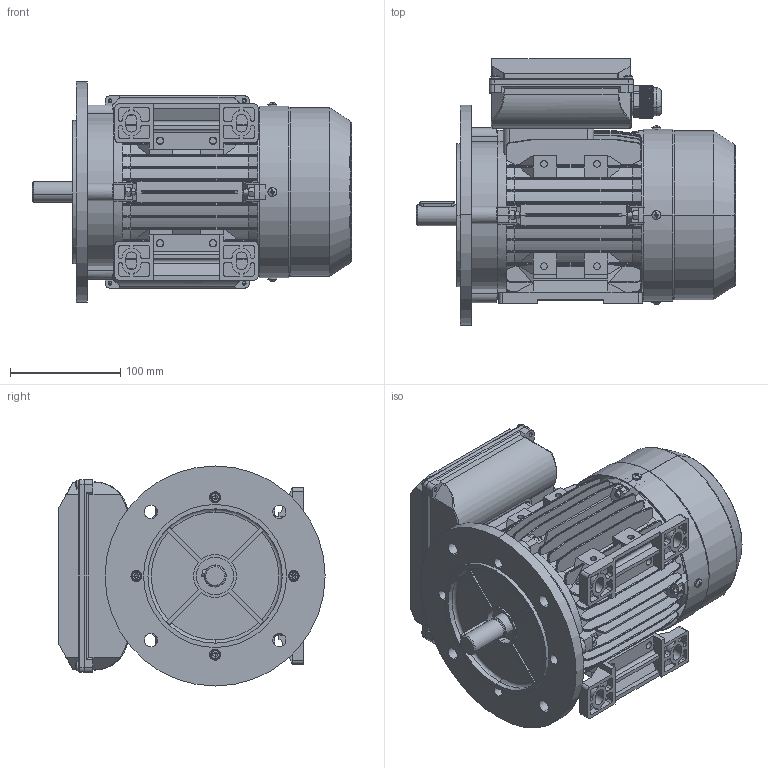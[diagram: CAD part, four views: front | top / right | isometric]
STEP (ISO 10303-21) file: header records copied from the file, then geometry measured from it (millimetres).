
FILE_DESCRIPTION (( 'STEP AP203' ), '1' );
FILE_NAME ('ML80 B35.STEP', '2015-01-12T05:17:17', ( 'USER' ), ( 'MS' ), 'SwSTEP 2.0', 'SolidWorks 2008', '' );
FILE_SCHEMA (( 'CONFIG_CONTROL_DESIGN' ));
Length unit declared in the file: millimetre
Products named in the file (14): 80后盖_默认; Hexagon nuts grade C GB_GB_FASTENER_NUT_SNC1 M5-N; 80-100出线螺套_默认; Cross recessed thread forming screws GB_GB_CROSS_SCREWS_TYPE138 M4X10-N; ML80 B35; 80机壳_默认; 80转轴_默认; 风叶_默认; 80风罩_默认; 底脚_默认; Hexagon socket head cap screws GB_GB_FASTENER_SCREWS_HSHCS M5X30-N; ML80-ML90接线盒座(铝)_默认; ML80-ML90接线盒盖(铝)_默认; 80 B5前盖_默认
Assembly tree (35 placements, depth 2):
  ML80 B35
    Cross recessed thread forming screws GB_GB_CROSS_SCREWS_TYPE138 M4X10-N  x8
    Hexagon nuts grade C GB_GB_FASTENER_NUT_SNC1 M5-N  x8
    80风罩_默认
    Hexagon socket head cap screws GB_GB_FASTENER_SCREWS_HSHCS M5X30-N  x8
    ML80-ML90接线盒座(铝)_默认
    80后盖_默认
    底脚_默认  x2
    80 B5前盖_默认
    风叶_默认
    80机壳_默认
    80-100出线螺套_默认
    80转轴_默认
    ML80-ML90接线盒盖(铝)_默认
Bounding box: 290 x 242 x 200 mm (x, y, z)
Volume: 1250993 mm3; surface area: 742393 mm2
Topology: 35 solids, 35 shells, 3622 faces, 9312 edges, 5810 vertices
Faces by surface type: plane 2045, cylinder 1046, cone 190, sphere 124, bspline 120, torus 97
Entity records: 99730 total; most frequent: CARTESIAN_POINT 24814, ORIENTED_EDGE 15664, DIRECTION 14508, EDGE_CURVE 7832, VECTOR 4936, LINE 4936, VERTEX_POINT 4905, AXIS2_PLACEMENT_3D 4786
